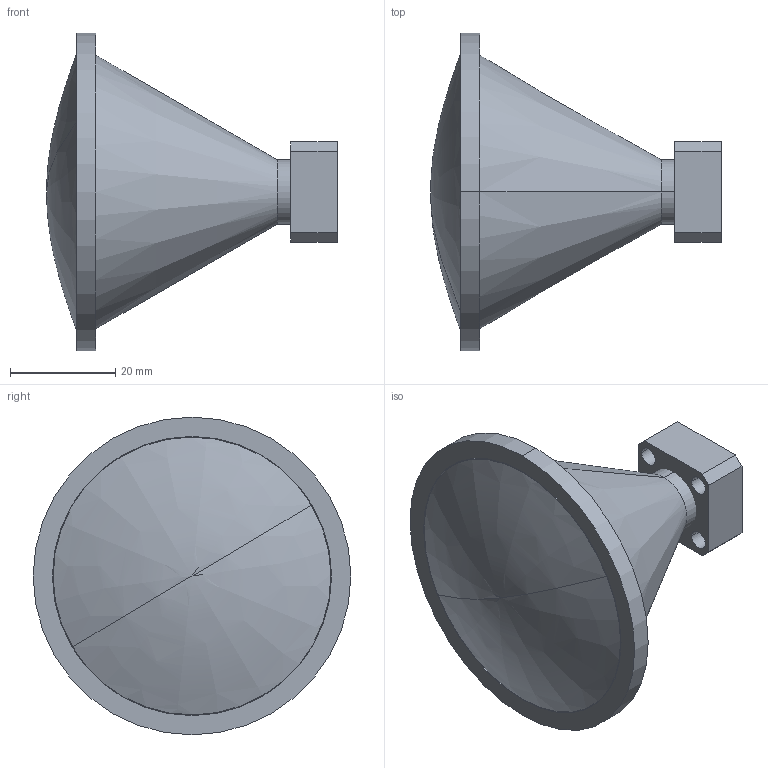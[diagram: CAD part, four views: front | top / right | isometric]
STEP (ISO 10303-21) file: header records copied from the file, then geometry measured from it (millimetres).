
FILE_DESCRIPTION (( 'STEP AP203' ), '1' );
FILE_NAME ('SAL-3333732212-250-S1.STEP', '2018-08-30T22:12:45', ( '' ), ( '' ), 'SwSTEP 2.0', 'SolidWorks 2016', '' );
FILE_SCHEMA (( 'CONFIG_CONTROL_DESIGN' ));
Length unit declared in the file: inch
Products named in the file (1): SAL-3333732212-250-S1
Bounding box: 55.26 x 60.4 x 60.4 mm (x, y, z)
Volume: 50809.2 mm3; surface area: 15651.7 mm2
Topology: 3 solids, 3 shells, 56 faces, 124 edges, 81 vertices
Faces by surface type: cylinder 30, plane 22, cone 2, bspline 2
Entity records: 1947 total; most frequent: CARTESIAN_POINT 566, DIRECTION 294, ORIENTED_EDGE 244, EDGE_CURVE 122, AXIS2_PLACEMENT_3D 119, VERTEX_POINT 81, EDGE_LOOP 73, CIRCLE 64
